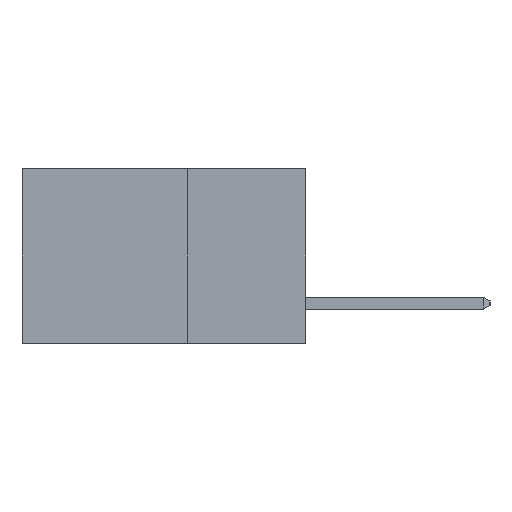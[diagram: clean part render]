
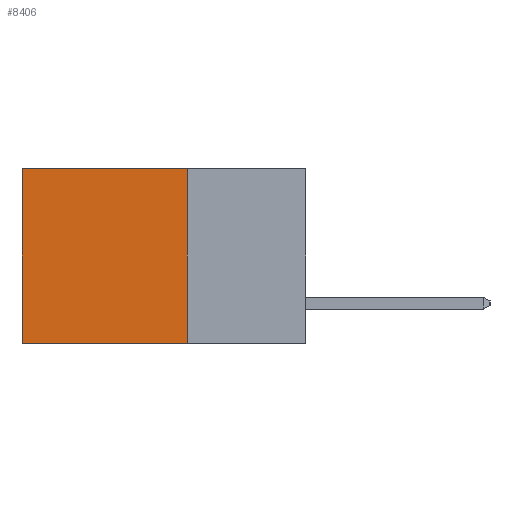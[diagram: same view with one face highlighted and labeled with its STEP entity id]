
A CAD part, left-side view. The second image highlights one B-rep face of the part: STEP entity #8406.
In plain terms, the highlighted planar face has unit normal (-1, 0, 0).
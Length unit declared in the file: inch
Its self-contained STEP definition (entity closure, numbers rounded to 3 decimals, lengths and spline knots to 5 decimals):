
#54 = EDGE_CURVE ( 'NONE', #8436, #14326, #4230, .T. ) ;
#1015 = VECTOR ( 'NONE', #7768, 39.37008 ) ;
#1067 = CARTESIAN_POINT ( 'NONE',  ( 0.298, 0.6, 0. ) ) ;
#1218 = ORIENTED_EDGE ( 'NONE', *, *, #9769, .F. ) ;
#2630 = CARTESIAN_POINT ( 'NONE',  ( 0.298, 0.25, 0. ) ) ;
#3267 = FACE_OUTER_BOUND ( 'NONE', #9417, .T. ) ;
#3293 = PLANE ( 'NONE',  #14443 ) ;
#3359 = DIRECTION ( 'NONE',  ( 0., 0., -1. ) ) ;
#3363 = DIRECTION ( 'NONE',  ( 1., 0., 0. ) ) ;
#4230 = LINE ( 'NONE', #14629, #9869 ) ;
#4796 = CARTESIAN_POINT ( 'NONE',  ( 0.298, 0.6, -0.37 ) ) ;
#5063 = ORIENTED_EDGE ( 'NONE', *, *, #10450, .T. ) ;
#6353 = ORIENTED_EDGE ( 'NONE', *, *, #9649, .T. ) ;
#7195 = LINE ( 'NONE', #13258, #1015 ) ;
#7312 = LINE ( 'NONE', #12400, #10211 ) ;
#7768 = DIRECTION ( 'NONE',  ( 0., 1., 0. ) ) ;
#7846 = CARTESIAN_POINT ( 'NONE',  ( 0.298, 0.25, -0.37 ) ) ;
#8045 = DIRECTION ( 'NONE',  ( 0., 1., 0. ) ) ;
#8406 = ADVANCED_FACE ( 'NONE', ( #3267 ), #3293, .F. ) ;
#8436 = VERTEX_POINT ( 'NONE', #13322 ) ;
#8961 = LINE ( 'NONE', #11989, #11846 ) ;
#9417 = EDGE_LOOP ( 'NONE', ( #6353, #1218, #13272, #5063 ) ) ;
#9649 = EDGE_CURVE ( 'NONE', #9896, #10045, #8961, .T. ) ;
#9769 = EDGE_CURVE ( 'NONE', #14326, #10045, #7195, .T. ) ;
#9869 = VECTOR ( 'NONE', #12917, 39.37008 ) ;
#9896 = VERTEX_POINT ( 'NONE', #1067 ) ;
#10045 = VERTEX_POINT ( 'NONE', #4796 ) ;
#10211 = VECTOR ( 'NONE', #8045, 39.37008 ) ;
#10450 = EDGE_CURVE ( 'NONE', #8436, #9896, #7312, .T. ) ;
#11846 = VECTOR ( 'NONE', #13119, 39.37008 ) ;
#11989 = CARTESIAN_POINT ( 'NONE',  ( 0.298, 0.6, 0. ) ) ;
#12400 = CARTESIAN_POINT ( 'NONE',  ( 0.298, 0.25, 0. ) ) ;
#12917 = DIRECTION ( 'NONE',  ( 0., 0., -1. ) ) ;
#13119 = DIRECTION ( 'NONE',  ( 0., 0., -1. ) ) ;
#13258 = CARTESIAN_POINT ( 'NONE',  ( 0.298, 0.25, -0.37 ) ) ;
#13272 = ORIENTED_EDGE ( 'NONE', *, *, #54, .F. ) ;
#13322 = CARTESIAN_POINT ( 'NONE',  ( 0.298, 0.25, 0. ) ) ;
#14326 = VERTEX_POINT ( 'NONE', #7846 ) ;
#14443 = AXIS2_PLACEMENT_3D ( 'NONE', #2630, #3363, #3359 ) ;
#14629 = CARTESIAN_POINT ( 'NONE',  ( 0.298, 0.25, 0. ) ) ;
